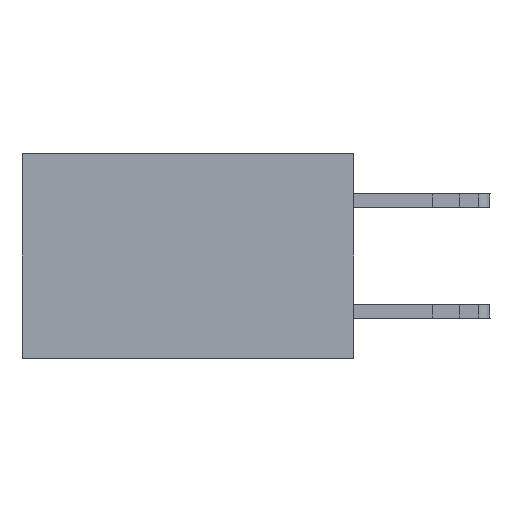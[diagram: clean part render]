
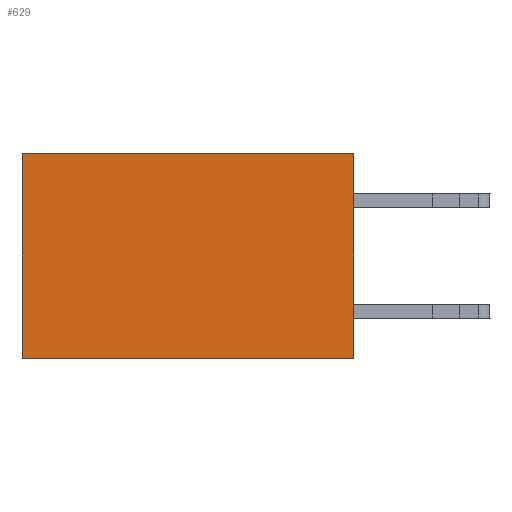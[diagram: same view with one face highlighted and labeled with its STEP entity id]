
A CAD part, left-side view. The second image highlights one B-rep face of the part: STEP entity #629.
In plain terms, the highlighted planar face has unit normal (-1, 0, 0).
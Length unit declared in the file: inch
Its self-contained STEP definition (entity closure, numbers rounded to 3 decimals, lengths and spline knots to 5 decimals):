
#330 = PLANE ( 'NONE',  #20409 ) ;
#363 = CARTESIAN_POINT ( 'NONE',  ( 0.2875, 0., -0.37 ) ) ;
#629 = ADVANCED_FACE ( 'NONE', ( #12707 ), #330, .F. ) ;
#3363 = EDGE_CURVE ( 'NONE', #29896, #15600, #29012, .T. ) ;
#3459 = ORIENTED_EDGE ( 'NONE', *, *, #6138, .F. ) ;
#4551 = CARTESIAN_POINT ( 'NONE',  ( 0.2875, 0., 0. ) ) ;
#4765 = EDGE_LOOP ( 'NONE', ( #27701, #31218, #3459, #28258 ) ) ;
#4957 = CARTESIAN_POINT ( 'NONE',  ( 0.2875, 0., 0. ) ) ;
#5230 = DIRECTION ( 'NONE',  ( 1., 0., 0. ) ) ;
#5547 = DIRECTION ( 'NONE',  ( 0., 0., -1. ) ) ;
#6138 = EDGE_CURVE ( 'NONE', #16369, #25566, #26644, .T. ) ;
#7641 = LINE ( 'NONE', #16954, #28457 ) ;
#7813 = VECTOR ( 'NONE', #8621, 39.37008 ) ;
#8553 = EDGE_CURVE ( 'NONE', #25566, #15600, #7641, .T. ) ;
#8621 = DIRECTION ( 'NONE',  ( 0., 0., -1. ) ) ;
#9874 = DIRECTION ( 'NONE',  ( 0., 1., 0. ) ) ;
#11049 = CARTESIAN_POINT ( 'NONE',  ( 0.2875, 0.6, 0. ) ) ;
#12707 = FACE_OUTER_BOUND ( 'NONE', #4765, .T. ) ;
#12958 = CARTESIAN_POINT ( 'NONE',  ( 0.2875, 0., 0. ) ) ;
#15600 = VERTEX_POINT ( 'NONE', #21375 ) ;
#16147 = VECTOR ( 'NONE', #9874, 39.37008 ) ;
#16369 = VERTEX_POINT ( 'NONE', #4957 ) ;
#16954 = CARTESIAN_POINT ( 'NONE',  ( 0.2875, 0., -0.37 ) ) ;
#20409 = AXIS2_PLACEMENT_3D ( 'NONE', #12958, #5230, #30528 ) ;
#21375 = CARTESIAN_POINT ( 'NONE',  ( 0.2875, 0.6, -0.37 ) ) ;
#23019 = CARTESIAN_POINT ( 'NONE',  ( 0.2875, 0.6, 0. ) ) ;
#23073 = EDGE_CURVE ( 'NONE', #16369, #29896, #29502, .T. ) ;
#24916 = CARTESIAN_POINT ( 'NONE',  ( 0.2875, 0., 0. ) ) ;
#25566 = VERTEX_POINT ( 'NONE', #363 ) ;
#26644 = LINE ( 'NONE', #4551, #32559 ) ;
#27701 = ORIENTED_EDGE ( 'NONE', *, *, #3363, .T. ) ;
#28258 = ORIENTED_EDGE ( 'NONE', *, *, #23073, .T. ) ;
#28457 = VECTOR ( 'NONE', #32112, 39.37008 ) ;
#29012 = LINE ( 'NONE', #11049, #7813 ) ;
#29502 = LINE ( 'NONE', #24916, #16147 ) ;
#29896 = VERTEX_POINT ( 'NONE', #23019 ) ;
#30528 = DIRECTION ( 'NONE',  ( 0., 0., -1. ) ) ;
#31218 = ORIENTED_EDGE ( 'NONE', *, *, #8553, .F. ) ;
#32112 = DIRECTION ( 'NONE',  ( 0., 1., 0. ) ) ;
#32559 = VECTOR ( 'NONE', #5547, 39.37008 ) ;
